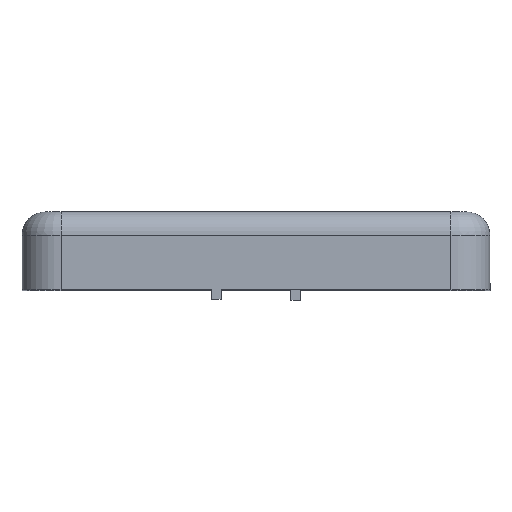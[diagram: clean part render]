
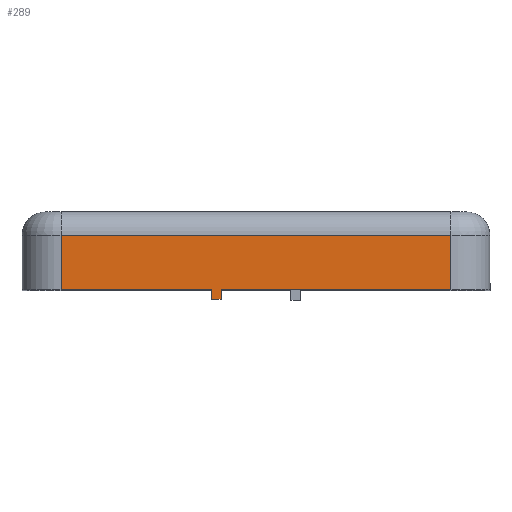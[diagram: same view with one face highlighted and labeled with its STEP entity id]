
A CAD part, top view. The second image highlights one B-rep face of the part: STEP entity #289.
In plain terms, the highlighted planar face has unit normal (0, 0, 1).
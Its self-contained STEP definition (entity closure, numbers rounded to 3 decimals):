
#89 = CARTESIAN_POINT ( 'NONE',  ( -12.5, -5., 15.6 ) ) ;
#94 = CARTESIAN_POINT ( 'NONE',  ( -12.5, -5., 15.6 ) ) ;
#130 = DIRECTION ( 'NONE',  ( 1., 0., 0. ) ) ;
#267 = DIRECTION ( 'NONE',  ( 0., 0., 1. ) ) ;
#289 = ADVANCED_FACE ( 'NONE', ( #638 ), #2186, .T. ) ;
#297 = ORIENTED_EDGE ( 'NONE', *, *, #438, .T. ) ;
#313 = VERTEX_POINT ( 'NONE', #1991 ) ;
#335 = EDGE_CURVE ( 'NONE', #313, #1635, #2668, .T. ) ;
#438 = EDGE_CURVE ( 'NONE', #987, #1013, #2331, .T. ) ;
#468 = CARTESIAN_POINT ( 'NONE',  ( -12.5, 0., 15.6 ) ) ;
#548 = LINE ( 'NONE', #1181, #1136 ) ;
#638 = FACE_OUTER_BOUND ( 'NONE', #761, .T. ) ;
#725 = CARTESIAN_POINT ( 'NONE',  ( 12.5, -5., 15.6 ) ) ;
#761 = EDGE_LOOP ( 'NONE', ( #1910, #1962, #1616, #1862, #2162, #1724, #2326, #297 ) ) ;
#777 = DIRECTION ( 'NONE',  ( 0., 1., 0. ) ) ;
#784 = VERTEX_POINT ( 'NONE', #800 ) ;
#800 = CARTESIAN_POINT ( 'NONE',  ( 12.5, -1.5, 15.6 ) ) ;
#866 = CARTESIAN_POINT ( 'NONE',  ( -2.24, -5., 15.6 ) ) ;
#875 = VECTOR ( 'NONE', #2608, 1000. ) ;
#942 = EDGE_CURVE ( 'NONE', #1635, #1010, #2785, .T. ) ;
#943 = EDGE_CURVE ( 'NONE', #313, #2630, #2217, .T. ) ;
#945 = DIRECTION ( 'NONE',  ( 1., 0., 0. ) ) ;
#984 = DIRECTION ( 'NONE',  ( 0., 1., 0. ) ) ;
#987 = VERTEX_POINT ( 'NONE', #2724 ) ;
#1010 = VERTEX_POINT ( 'NONE', #2507 ) ;
#1013 = VERTEX_POINT ( 'NONE', #89 ) ;
#1057 = AXIS2_PLACEMENT_3D ( 'NONE', #468, #267, #1326 ) ;
#1136 = VECTOR ( 'NONE', #945, 1000. ) ;
#1161 = VECTOR ( 'NONE', #984, 1000. ) ;
#1181 = CARTESIAN_POINT ( 'NONE',  ( -12.5, -1.5, 15.6 ) ) ;
#1283 = DIRECTION ( 'NONE',  ( 0., -1., 0. ) ) ;
#1326 = DIRECTION ( 'NONE',  ( 1., 0., 0. ) ) ;
#1369 = CARTESIAN_POINT ( 'NONE',  ( -2.84, -5.6, 15.6 ) ) ;
#1456 = EDGE_CURVE ( 'NONE', #1013, #1010, #2006, .T. ) ;
#1616 = ORIENTED_EDGE ( 'NONE', *, *, #335, .F. ) ;
#1635 = VERTEX_POINT ( 'NONE', #1369 ) ;
#1643 = EDGE_CURVE ( 'NONE', #784, #2393, #2244, .T. ) ;
#1724 = ORIENTED_EDGE ( 'NONE', *, *, #1643, .F. ) ;
#1751 = VECTOR ( 'NONE', #1283, 1000. ) ;
#1814 = DIRECTION ( 'NONE',  ( 1., 0., 0. ) ) ;
#1862 = ORIENTED_EDGE ( 'NONE', *, *, #943, .T. ) ;
#1881 = CARTESIAN_POINT ( 'NONE',  ( -12.5, -5., 15.6 ) ) ;
#1910 = ORIENTED_EDGE ( 'NONE', *, *, #1456, .T. ) ;
#1962 = ORIENTED_EDGE ( 'NONE', *, *, #942, .F. ) ;
#1991 = CARTESIAN_POINT ( 'NONE',  ( -2.24, -5.6, 15.6 ) ) ;
#1997 = DIRECTION ( 'NONE',  ( 0., -1., 0. ) ) ;
#1998 = CARTESIAN_POINT ( 'NONE',  ( -2.84, -5.6, 15.6 ) ) ;
#2006 = LINE ( 'NONE', #94, #2419 ) ;
#2158 = CARTESIAN_POINT ( 'NONE',  ( -12.5, 0., 15.6 ) ) ;
#2162 = ORIENTED_EDGE ( 'NONE', *, *, #2439, .T. ) ;
#2173 = VECTOR ( 'NONE', #1997, 1000. ) ;
#2186 = PLANE ( 'NONE',  #1057 ) ;
#2217 = LINE ( 'NONE', #2690, #1161 ) ;
#2244 = LINE ( 'NONE', #2659, #2173 ) ;
#2326 = ORIENTED_EDGE ( 'NONE', *, *, #2756, .F. ) ;
#2331 = LINE ( 'NONE', #2158, #1751 ) ;
#2393 = VERTEX_POINT ( 'NONE', #725 ) ;
#2419 = VECTOR ( 'NONE', #1814, 1000. ) ;
#2439 = EDGE_CURVE ( 'NONE', #2630, #2393, #2523, .T. ) ;
#2453 = VECTOR ( 'NONE', #777, 1000. ) ;
#2462 = VECTOR ( 'NONE', #130, 1000. ) ;
#2507 = CARTESIAN_POINT ( 'NONE',  ( -2.84, -5., 15.6 ) ) ;
#2523 = LINE ( 'NONE', #1881, #2462 ) ;
#2608 = DIRECTION ( 'NONE',  ( -1., 0., 0. ) ) ;
#2630 = VERTEX_POINT ( 'NONE', #866 ) ;
#2659 = CARTESIAN_POINT ( 'NONE',  ( 12.5, 0., 15.6 ) ) ;
#2668 = LINE ( 'NONE', #1998, #875 ) ;
#2690 = CARTESIAN_POINT ( 'NONE',  ( -2.24, -5.6, 15.6 ) ) ;
#2713 = CARTESIAN_POINT ( 'NONE',  ( -2.84, -5.6, 15.6 ) ) ;
#2724 = CARTESIAN_POINT ( 'NONE',  ( -12.5, -1.5, 15.6 ) ) ;
#2756 = EDGE_CURVE ( 'NONE', #987, #784, #548, .T. ) ;
#2785 = LINE ( 'NONE', #2713, #2453 ) ;
